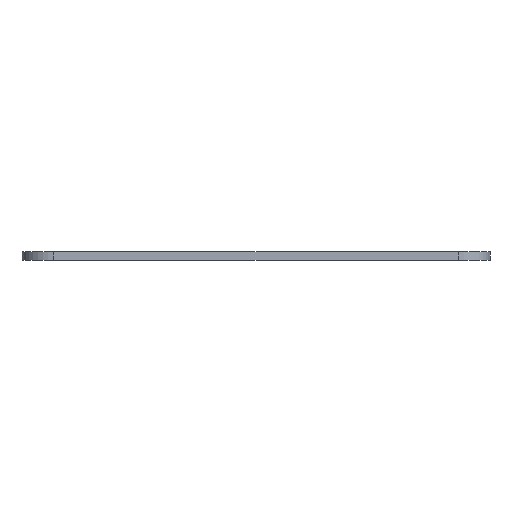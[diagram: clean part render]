
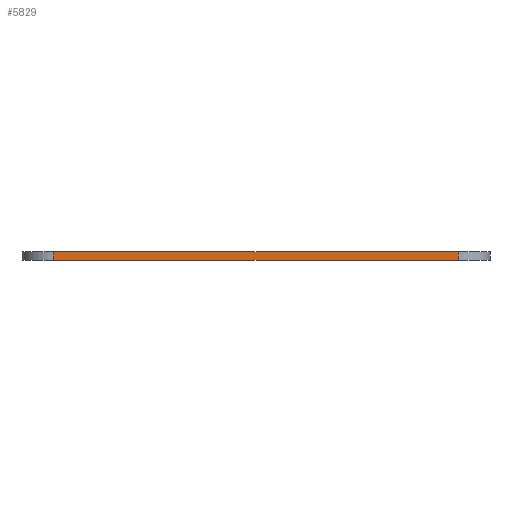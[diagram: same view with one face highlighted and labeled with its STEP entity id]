
A CAD part, left-side view. The second image highlights one B-rep face of the part: STEP entity #5829.
In plain terms, the highlighted planar face has unit normal (-1, 0, 0).
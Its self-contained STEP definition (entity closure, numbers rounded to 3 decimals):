
#84 = PLANE('',#85);
#85 = AXIS2_PLACEMENT_3D('',#86,#87,#88);
#86 = CARTESIAN_POINT('',(131.,-95.,1.6));
#87 = DIRECTION('',(0.,0.,1.));
#88 = DIRECTION('',(1.,0.,-0.));
#139 = PLANE('',#140);
#140 = AXIS2_PLACEMENT_3D('',#141,#142,#143);
#141 = CARTESIAN_POINT('',(131.,-95.,0.));
#142 = DIRECTION('',(0.,0.,1.));
#143 = DIRECTION('',(1.,0.,-0.));
#270 = CYLINDRICAL_SURFACE('',#271,6.);
#271 = AXIS2_PLACEMENT_3D('',#272,#273,#274);
#272 = CARTESIAN_POINT('',(100.,-57.,0.));
#273 = DIRECTION('',(-0.,-0.,-1.));
#274 = DIRECTION('',(1.,0.,-0.));
#309 = VERTEX_POINT('',#310);
#310 = CARTESIAN_POINT('',(94.,-57.,0.));
#332 = EDGE_CURVE('',#309,#333,#335,.T.);
#333 = VERTEX_POINT('',#334);
#334 = CARTESIAN_POINT('',(94.,-133.,0.));
#335 = SURFACE_CURVE('',#336,(#340,#347),.PCURVE_S1.);
#336 = LINE('',#337,#338);
#337 = CARTESIAN_POINT('',(94.,-57.,0.));
#338 = VECTOR('',#339,1.);
#339 = DIRECTION('',(0.,-1.,0.));
#340 = PCURVE('',#139,#341);
#341 = DEFINITIONAL_REPRESENTATION('',(#342),#346);
#342 = LINE('',#343,#344);
#343 = CARTESIAN_POINT('',(-37.,38.));
#344 = VECTOR('',#345,1.);
#345 = DIRECTION('',(0.,-1.));
#346 = ( GEOMETRIC_REPRESENTATION_CONTEXT(2) 
PARAMETRIC_REPRESENTATION_CONTEXT() REPRESENTATION_CONTEXT('2D SPACE',''
  ) );
#347 = PCURVE('',#348,#353);
#348 = PLANE('',#349);
#349 = AXIS2_PLACEMENT_3D('',#350,#351,#352);
#350 = CARTESIAN_POINT('',(94.,-57.,0.));
#351 = DIRECTION('',(1.,0.,-0.));
#352 = DIRECTION('',(0.,-1.,0.));
#353 = DEFINITIONAL_REPRESENTATION('',(#354),#358);
#354 = LINE('',#355,#356);
#355 = CARTESIAN_POINT('',(0.,0.));
#356 = VECTOR('',#357,1.);
#357 = DIRECTION('',(1.,0.));
#358 = ( GEOMETRIC_REPRESENTATION_CONTEXT(2) 
PARAMETRIC_REPRESENTATION_CONTEXT() REPRESENTATION_CONTEXT('2D SPACE',''
  ) );
#377 = CYLINDRICAL_SURFACE('',#378,6.);
#378 = AXIS2_PLACEMENT_3D('',#379,#380,#381);
#379 = CARTESIAN_POINT('',(100.,-133.,0.));
#380 = DIRECTION('',(-0.,-0.,-1.));
#381 = DIRECTION('',(1.,0.,-0.));
#3267 = VERTEX_POINT('',#3268);
#3268 = CARTESIAN_POINT('',(94.,-57.,1.6));
#3290 = EDGE_CURVE('',#3267,#3291,#3293,.T.);
#3291 = VERTEX_POINT('',#3292);
#3292 = CARTESIAN_POINT('',(94.,-133.,1.6));
#3293 = SURFACE_CURVE('',#3294,(#3298,#3305),.PCURVE_S1.);
#3294 = LINE('',#3295,#3296);
#3295 = CARTESIAN_POINT('',(94.,-57.,1.6));
#3296 = VECTOR('',#3297,1.);
#3297 = DIRECTION('',(0.,-1.,0.));
#3298 = PCURVE('',#84,#3299);
#3299 = DEFINITIONAL_REPRESENTATION('',(#3300),#3304);
#3300 = LINE('',#3301,#3302);
#3301 = CARTESIAN_POINT('',(-37.,38.));
#3302 = VECTOR('',#3303,1.);
#3303 = DIRECTION('',(0.,-1.));
#3304 = ( GEOMETRIC_REPRESENTATION_CONTEXT(2) 
PARAMETRIC_REPRESENTATION_CONTEXT() REPRESENTATION_CONTEXT('2D SPACE',''
  ) );
#3305 = PCURVE('',#348,#3306);
#3306 = DEFINITIONAL_REPRESENTATION('',(#3307),#3311);
#3307 = LINE('',#3308,#3309);
#3308 = CARTESIAN_POINT('',(0.,-1.6));
#3309 = VECTOR('',#3310,1.);
#3310 = DIRECTION('',(1.,0.));
#3311 = ( GEOMETRIC_REPRESENTATION_CONTEXT(2) 
PARAMETRIC_REPRESENTATION_CONTEXT() REPRESENTATION_CONTEXT('2D SPACE',''
  ) );
#5781 = EDGE_CURVE('',#309,#3267,#5782,.T.);
#5782 = SURFACE_CURVE('',#5783,(#5787,#5794),.PCURVE_S1.);
#5783 = LINE('',#5784,#5785);
#5784 = CARTESIAN_POINT('',(94.,-57.,0.));
#5785 = VECTOR('',#5786,1.);
#5786 = DIRECTION('',(0.,0.,1.));
#5787 = PCURVE('',#270,#5788);
#5788 = DEFINITIONAL_REPRESENTATION('',(#5789),#5793);
#5789 = LINE('',#5790,#5791);
#5790 = CARTESIAN_POINT('',(-3.142,0.));
#5791 = VECTOR('',#5792,1.);
#5792 = DIRECTION('',(-0.,-1.));
#5793 = ( GEOMETRIC_REPRESENTATION_CONTEXT(2) 
PARAMETRIC_REPRESENTATION_CONTEXT() REPRESENTATION_CONTEXT('2D SPACE',''
  ) );
#5794 = PCURVE('',#348,#5795);
#5795 = DEFINITIONAL_REPRESENTATION('',(#5796),#5800);
#5796 = LINE('',#5797,#5798);
#5797 = CARTESIAN_POINT('',(0.,0.));
#5798 = VECTOR('',#5799,1.);
#5799 = DIRECTION('',(0.,-1.));
#5800 = ( GEOMETRIC_REPRESENTATION_CONTEXT(2) 
PARAMETRIC_REPRESENTATION_CONTEXT() REPRESENTATION_CONTEXT('2D SPACE',''
  ) );
#5829 = ADVANCED_FACE('',(#5830),#348,.F.);
#5830 = FACE_BOUND('',#5831,.F.);
#5831 = EDGE_LOOP('',(#5832,#5833,#5834,#5855));
#5832 = ORIENTED_EDGE('',*,*,#5781,.T.);
#5833 = ORIENTED_EDGE('',*,*,#3290,.T.);
#5834 = ORIENTED_EDGE('',*,*,#5835,.F.);
#5835 = EDGE_CURVE('',#333,#3291,#5836,.T.);
#5836 = SURFACE_CURVE('',#5837,(#5841,#5848),.PCURVE_S1.);
#5837 = LINE('',#5838,#5839);
#5838 = CARTESIAN_POINT('',(94.,-133.,0.));
#5839 = VECTOR('',#5840,1.);
#5840 = DIRECTION('',(0.,0.,1.));
#5841 = PCURVE('',#348,#5842);
#5842 = DEFINITIONAL_REPRESENTATION('',(#5843),#5847);
#5843 = LINE('',#5844,#5845);
#5844 = CARTESIAN_POINT('',(76.,0.));
#5845 = VECTOR('',#5846,1.);
#5846 = DIRECTION('',(0.,-1.));
#5847 = ( GEOMETRIC_REPRESENTATION_CONTEXT(2) 
PARAMETRIC_REPRESENTATION_CONTEXT() REPRESENTATION_CONTEXT('2D SPACE',''
  ) );
#5848 = PCURVE('',#377,#5849);
#5849 = DEFINITIONAL_REPRESENTATION('',(#5850),#5854);
#5850 = LINE('',#5851,#5852);
#5851 = CARTESIAN_POINT('',(-3.142,0.));
#5852 = VECTOR('',#5853,1.);
#5853 = DIRECTION('',(-0.,-1.));
#5854 = ( GEOMETRIC_REPRESENTATION_CONTEXT(2) 
PARAMETRIC_REPRESENTATION_CONTEXT() REPRESENTATION_CONTEXT('2D SPACE',''
  ) );
#5855 = ORIENTED_EDGE('',*,*,#332,.F.);
